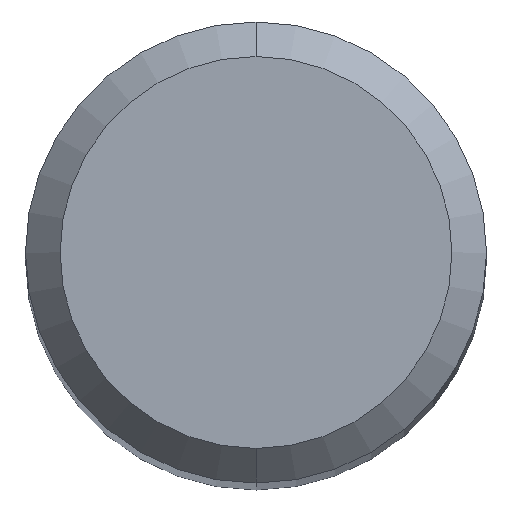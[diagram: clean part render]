
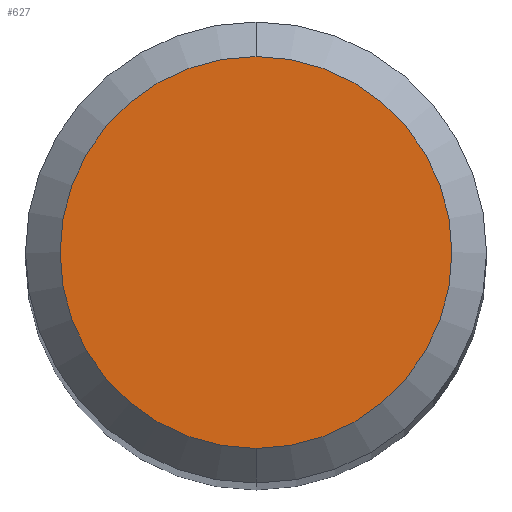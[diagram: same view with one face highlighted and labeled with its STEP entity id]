
A CAD part, top view. The second image highlights one B-rep face of the part: STEP entity #627.
In plain terms, the highlighted planar face has unit normal (0, 0, 1).
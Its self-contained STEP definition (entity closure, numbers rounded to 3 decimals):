
#627=ADVANCED_FACE('',(#1473),#1474,.T.);
#703=VERTEX_POINT('',#1556);
#751=VERTEX_POINT('',#1608);
#903=EDGE_CURVE('',#703,#751,#1772,.T.);
#1085=EDGE_CURVE('',#751,#703,#1968,.T.);
#1473=FACE_OUTER_BOUND('',#3050,.T.);
#1474=PLANE('',#3051);
#1556=CARTESIAN_POINT('',(0.0,1.7,0.0));
#1608=CARTESIAN_POINT('',(0.,-1.7,0.0));
#1772=CIRCLE('',#4000,1.7);
#1968=CIRCLE('',#4800,1.7);
#3050=EDGE_LOOP('',(#5798,#5799));
#3051=AXIS2_PLACEMENT_3D('',#5800,#5801,#5802);
#4000=AXIS2_PLACEMENT_3D('',#6116,#6117,#6118);
#4800=AXIS2_PLACEMENT_3D('',#6296,#6297,#6298);
#5798=ORIENTED_EDGE('',*,*,#903,.F.);
#5799=ORIENTED_EDGE('',*,*,#1085,.F.);
#5800=CARTESIAN_POINT('',(0.0,0.85,0.0));
#5801=DIRECTION('',(-0.0,0.0,1.0));
#5802=DIRECTION('',(0.0,-1.0,0.0));
#6116=CARTESIAN_POINT('',(0.0,0.0,0.0));
#6117=DIRECTION('',(0.0,0.0,-1.0));
#6118=DIRECTION('',(0.0,1.0,0.0));
#6296=CARTESIAN_POINT('',(0.0,0.0,0.0));
#6297=DIRECTION('',(0.0,0.0,-1.0));
#6298=DIRECTION('',(0.0,1.0,0.0));
